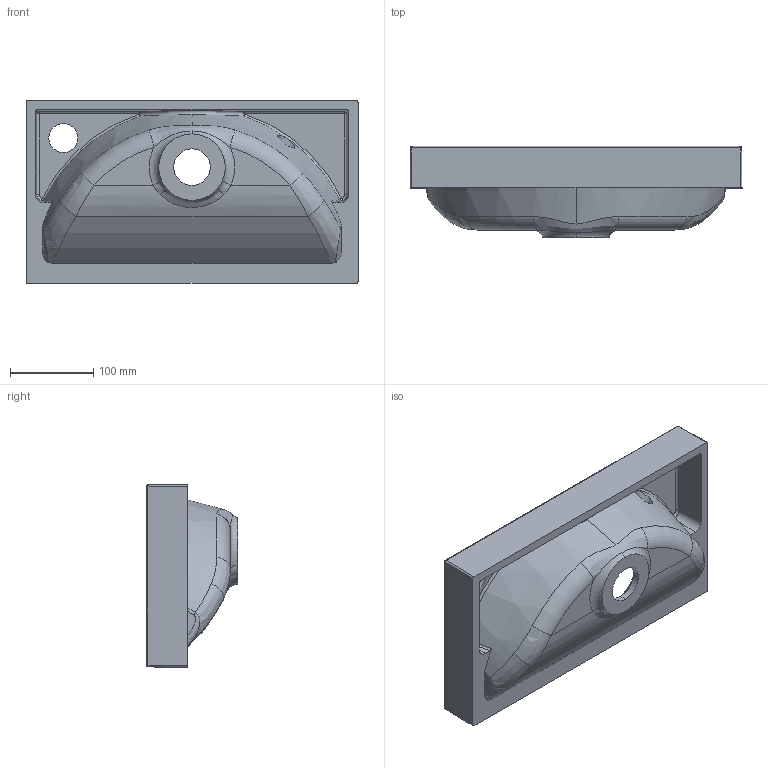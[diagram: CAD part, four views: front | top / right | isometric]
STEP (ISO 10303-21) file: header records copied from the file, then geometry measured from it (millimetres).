
FILE_DESCRIPTION (( 'STEP AP203' ), '1' );
FILE_NAME ('6229220411.step', '2020-12-18T12:34:38', ( 'admin' ), ( '' ), 'SwSTEP 2.0', 'SolidWorks 2019', '' );
FILE_SCHEMA (( 'CONFIG_CONTROL_DESIGN' ));
Length unit declared in the file: millimetre
Products named in the file (1): 6229220411
Bounding box: 400 x 110 x 220 mm (x, y, z)
Volume: 2013133.6 mm3; surface area: 333338.5 mm2
Topology: 1 solids, 1 shells, 105 faces, 254 edges, 142 vertices
Faces by surface type: bspline 33, cylinder 24, plane 18, cone 10, torus 10, sphere 10
Entity records: 5531 total; most frequent: CARTESIAN_POINT 3300, ORIENTED_EDGE 488, DIRECTION 405, EDGE_CURVE 244, AXIS2_PLACEMENT_3D 173, VERTEX_POINT 142, EDGE_LOOP 112, ADVANCED_FACE 105
